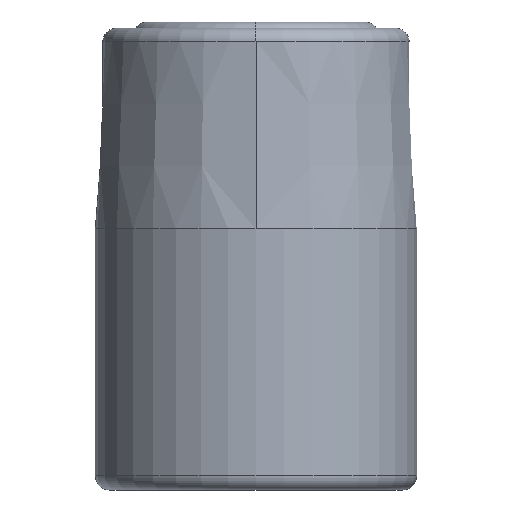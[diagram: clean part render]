
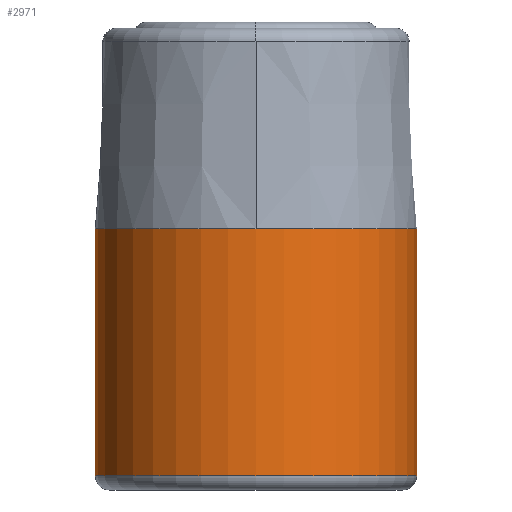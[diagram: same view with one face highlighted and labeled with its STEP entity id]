
A CAD part, front view. The second image highlights one B-rep face of the part: STEP entity #2971.
In plain terms, the highlighted cylindrical face has radius 8 mm (diameter 16 mm), a partial arc.
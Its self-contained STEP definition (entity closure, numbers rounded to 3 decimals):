
#2503=CARTESIAN_POINT('',(0.,0.,12.7));
#2504=DIRECTION('',(0.,0.,1.));
#2505=DIRECTION('',(1.,0.,0.));
#2506=AXIS2_PLACEMENT_3D('',#2503,#2504,#2505);
#2511=CARTESIAN_POINT('',(0.,0.,12.7));
#2512=DIRECTION('',(0.,0.,1.));
#2513=DIRECTION('',(0.,1.,0.));
#2514=AXIS2_PLACEMENT_3D('',#2511,#2512,#2513);
#2519=CARTESIAN_POINT('',(0.,0.,0.4));
#2520=DIRECTION('',(0.,0.,-1.));
#2521=DIRECTION('',(-1.,0.,0.));
#2522=AXIS2_PLACEMENT_3D('',#2519,#2520,#2521);
#2527=DIRECTION('',(0.,0.,1.));
#2528=VECTOR('',#2527,12.3);
#2529=CARTESIAN_POINT('',(8.,0.,0.4));
#2530=LINE('',#2529,#2528);
#2588=DIRECTION('',(0.,0.,1.));
#2589=VECTOR('',#2588,12.3);
#2590=CARTESIAN_POINT('',(-8.,0.,0.4));
#2591=LINE('',#2590,#2589);
#2659=CARTESIAN_POINT('',(-8.,0.,0.4));
#2660=CARTESIAN_POINT('',(8.,0.,0.4));
#2661=VERTEX_POINT('',#2659);
#2662=VERTEX_POINT('',#2660);
#2667=CARTESIAN_POINT('',(8.,0.,12.7));
#2668=CARTESIAN_POINT('',(0.,8.,12.7));
#2669=VERTEX_POINT('',#2667);
#2670=VERTEX_POINT('',#2668);
#2671=CARTESIAN_POINT('',(-8.,0.,12.7));
#2672=VERTEX_POINT('',#2671);
#2956=CARTESIAN_POINT('',(0.,0.,-0.3));
#2957=DIRECTION('',(0.,0.,1.));
#2958=DIRECTION('',(1.,0.,0.));
#2959=AXIS2_PLACEMENT_3D('',#2956,#2957,#2958);
#2960=CYLINDRICAL_SURFACE('',#2959,8.);
#2961=ORIENTED_EDGE('',*,*,#2948,.T.);
#2962=ORIENTED_EDGE('',*,*,#2934,.T.);
#2964=ORIENTED_EDGE('',*,*,#2963,.F.);
#2966=ORIENTED_EDGE('',*,*,#2965,.T.);
#2968=ORIENTED_EDGE('',*,*,#2967,.T.);
#2969=EDGE_LOOP('',(#2961,#2962,#2964,#2966,#2968));
#2970=FACE_OUTER_BOUND('',#2969,.F.);
#2971=ADVANCED_FACE('',(#2970),#2960,.T.);
#2507=CIRCLE('',#2506,8.);
#2515=CIRCLE('',#2514,8.);
#2523=CIRCLE('',#2522,8.);
#2934=EDGE_CURVE('',#2670,#2672,#2515,.T.);
#2948=EDGE_CURVE('',#2669,#2670,#2507,.T.);
#2963=EDGE_CURVE('',#2661,#2672,#2591,.T.);
#2965=EDGE_CURVE('',#2661,#2662,#2523,.T.);
#2967=EDGE_CURVE('',#2662,#2669,#2530,.T.);
